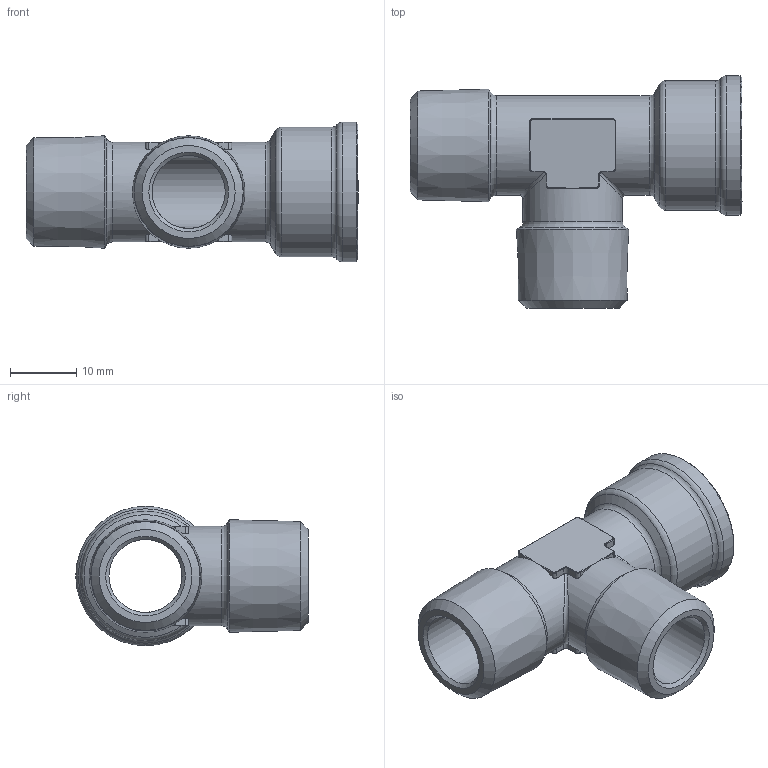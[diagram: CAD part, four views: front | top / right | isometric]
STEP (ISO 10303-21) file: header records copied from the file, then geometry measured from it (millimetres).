
FILE_DESCRIPTION(( 'RAL.47.38.38.stp' ), '1');
FILE_NAME( 'RAL.47.38.38.stp', '2021-02-22T10:32:20',( 'Sopra'),('sopra-pneumatic.com'), 'SwSTEP 2.0','SolidWorks 2009','' );
FILE_SCHEMA( ( 'CONFIG_CONTROL_DESIGN' ) );
Length unit declared in the file: millimetre
Products named in the file (1): NONE
Bounding box: 50 x 35 x 21 mm (x, y, z)
Volume: 7111.2 mm3; surface area: 6355.6 mm2
Topology: 1 solids, 1 shells, 120 faces, 300 edges, 169 vertices
Faces by surface type: cylinder 45, plane 27, torus 22, bspline 14, cone 12
Full cylindrical faces by diameter (mm): 11 x2, 15 x3, 19.5 x1, 21 x1
Entity records: 3852 total; most frequent: CARTESIAN_POINT 1223, DIRECTION 554, ORIENTED_EDGE 510, EDGE_CURVE 255, AXIS2_PLACEMENT_3D 234, VERTEX_POINT 163, EDGE_LOOP 150, FACE_OUTER_BOUND 133
